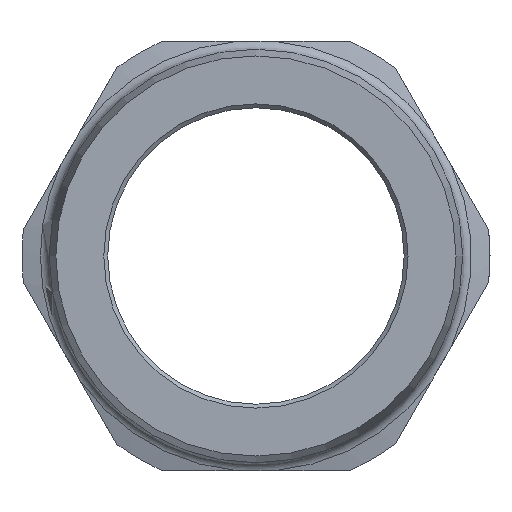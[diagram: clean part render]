
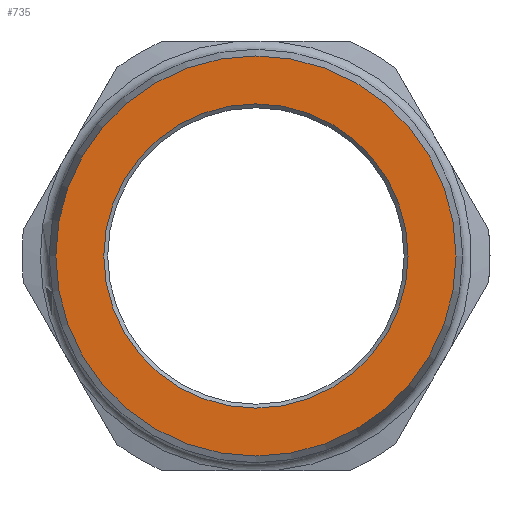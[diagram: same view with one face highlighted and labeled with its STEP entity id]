
A CAD part, left-side view. The second image highlights one B-rep face of the part: STEP entity #735.
In plain terms, the highlighted planar face has unit normal (-1, 0, 0).
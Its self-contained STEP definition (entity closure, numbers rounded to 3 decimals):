
#15=FACE_BOUND('',#179,.T.);
#18=PLANE('',#836);
#140=FACE_OUTER_BOUND('',#178,.T.);
#178=EDGE_LOOP('',(#573));
#179=EDGE_LOOP('',(#574));
#234=CIRCLE('',#832,19.5);
#237=CIRCLE('',#837,25.643);
#320=VERTEX_POINT('',#1313);
#323=VERTEX_POINT('',#1323);
#416=EDGE_CURVE('',#320,#320,#234,.T.);
#421=EDGE_CURVE('',#323,#323,#237,.T.);
#573=ORIENTED_EDGE('',*,*,#421,.T.);
#574=ORIENTED_EDGE('',*,*,#416,.F.);
#735=ADVANCED_FACE('',(#140,#15),#18,.F.);
#832=AXIS2_PLACEMENT_3D('',#1314,#1013,#1014);
#836=AXIS2_PLACEMENT_3D('',#1322,#1023,#1024);
#837=AXIS2_PLACEMENT_3D('',#1324,#1025,#1026);
#1013=DIRECTION('center_axis',(-1.,0.,0.));
#1014=DIRECTION('ref_axis',(0.,0.,-1.));
#1023=DIRECTION('center_axis',(1.,0.,0.));
#1024=DIRECTION('ref_axis',(0.,0.,-1.));
#1025=DIRECTION('center_axis',(-1.,0.,0.));
#1026=DIRECTION('ref_axis',(0.,0.,1.));
#1313=CARTESIAN_POINT('',(0.,0.,19.5));
#1314=CARTESIAN_POINT('Origin',(0.,0.,0.));
#1322=CARTESIAN_POINT('Origin',(0.,0.,0.));
#1323=CARTESIAN_POINT('',(0.,0.,-25.643));
#1324=CARTESIAN_POINT('Origin',(0.,0.,0.));
